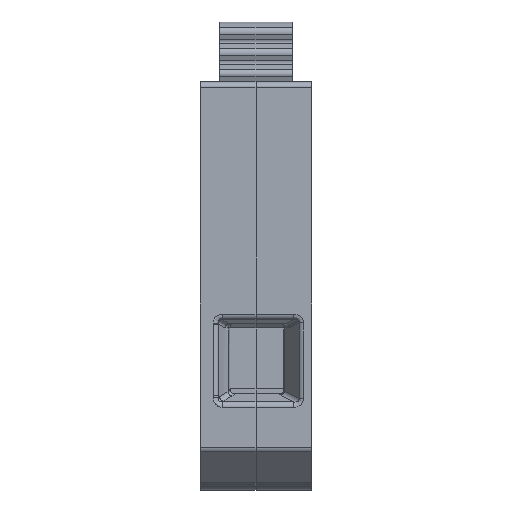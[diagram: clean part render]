
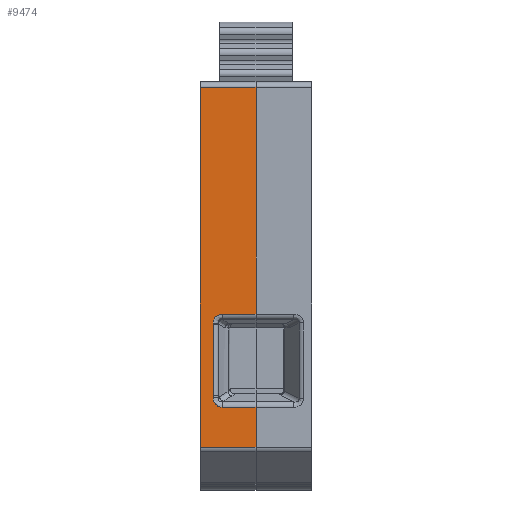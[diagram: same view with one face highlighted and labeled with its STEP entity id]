
A CAD part, front view. The second image highlights one B-rep face of the part: STEP entity #9474.
In plain terms, the highlighted planar face has unit normal (0, -1, 0).
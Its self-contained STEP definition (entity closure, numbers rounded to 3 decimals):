
#9356=AXIS2_PLACEMENT_3D('Plane Axis2P3D',#9353,#9354,#9355) ;
#6972=CARTESIAN_POINT('Vertex',(3.,0.,21.625)) ;
#6975=CARTESIAN_POINT('Line Origine',(3.,0.,15.536)) ;
#6979=CARTESIAN_POINT('Vertex',(3.,0.,9.446)) ;
#7035=CARTESIAN_POINT('Vertex',(3.,0.,4.45)) ;
#7038=CARTESIAN_POINT('Line Origine',(3.,0.,3.371)) ;
#7042=CARTESIAN_POINT('Vertex',(3.,0.,2.292)) ;
#7964=CARTESIAN_POINT('Vertex',(0.,0.,2.292)) ;
#7967=CARTESIAN_POINT('Line Origine',(0.,0.,11.959)) ;
#7971=CARTESIAN_POINT('Vertex',(0.,0.,21.625)) ;
#9341=CARTESIAN_POINT('Line Origine',(1.5,0.,2.292)) ;
#9353=CARTESIAN_POINT('Axis2P3D Location',(0.,0.,21.625)) ;
#9358=CARTESIAN_POINT('Line Origine',(1.5,0.,21.625)) ;
#9363=CARTESIAN_POINT('Line Origine',(2.106,0.,4.45)) ;
#9367=CARTESIAN_POINT('Vertex',(1.212,0.,4.45)) ;
#9371=CARTESIAN_POINT('Control Point',(1.212,0.,4.45)) ;
#9372=CARTESIAN_POINT('Control Point',(1.211,0.,4.45)) ;
#9373=CARTESIAN_POINT('Control Point',(1.21,0.,4.45)) ;
#9374=CARTESIAN_POINT('Control Point',(1.209,0.,4.45)) ;
#9375=CARTESIAN_POINT('Control Point',(1.178,0.,4.45)) ;
#9376=CARTESIAN_POINT('Control Point',(1.146,0.,4.453)) ;
#9377=CARTESIAN_POINT('Control Point',(1.114,0.,4.457)) ;
#9378=CARTESIAN_POINT('Control Point',(1.053,0.,4.47)) ;
#9379=CARTESIAN_POINT('Control Point',(0.991,0.,4.493)) ;
#9380=CARTESIAN_POINT('Control Point',(0.963,0.,4.506)) ;
#9381=CARTESIAN_POINT('Control Point',(0.915,0.,4.533)) ;
#9382=CARTESIAN_POINT('Control Point',(0.87,0.,4.568)) ;
#9383=CARTESIAN_POINT('Control Point',(0.852,0.,4.584)) ;
#9384=CARTESIAN_POINT('Control Point',(0.818,0.,4.617)) ;
#9385=CARTESIAN_POINT('Control Point',(0.789,0.,4.655)) ;
#9386=CARTESIAN_POINT('Control Point',(0.775,0.,4.674)) ;
#9387=CARTESIAN_POINT('Control Point',(0.755,0.,4.707)) ;
#9388=CARTESIAN_POINT('Control Point',(0.738,0.,4.742)) ;
#9389=CARTESIAN_POINT('Control Point',(0.733,0.,4.755)) ;
#9390=CARTESIAN_POINT('Control Point',(0.714,0.,4.804)) ;
#9391=CARTESIAN_POINT('Control Point',(0.702,0.,4.852)) ;
#9392=CARTESIAN_POINT('Control Point',(0.697,0.,4.887)) ;
#9393=CARTESIAN_POINT('Control Point',(0.694,0.,4.922)) ;
#9394=CARTESIAN_POINT('Control Point',(0.694,0.,4.955)) ;
#9395=CARTESIAN_POINT('Vertex',(0.694,0.,4.955)) ;
#9398=CARTESIAN_POINT('Line Origine',(0.694,0.,5.026)) ;
#9402=CARTESIAN_POINT('Vertex',(0.694,0.,5.098)) ;
#9405=CARTESIAN_POINT('Line Origine',(0.694,0.,7.006)) ;
#9409=CARTESIAN_POINT('Vertex',(0.694,0.,8.914)) ;
#9412=CARTESIAN_POINT('Line Origine',(0.694,0.,8.928)) ;
#9416=CARTESIAN_POINT('Vertex',(0.694,0.,8.941)) ;
#9420=CARTESIAN_POINT('Control Point',(0.694,0.,8.941)) ;
#9421=CARTESIAN_POINT('Control Point',(0.694,0.,8.964)) ;
#9422=CARTESIAN_POINT('Control Point',(0.695,0.,8.988)) ;
#9423=CARTESIAN_POINT('Control Point',(0.698,0.,9.012)) ;
#9424=CARTESIAN_POINT('Control Point',(0.708,0.,9.072)) ;
#9425=CARTESIAN_POINT('Control Point',(0.727,0.,9.133)) ;
#9426=CARTESIAN_POINT('Control Point',(0.743,0.,9.169)) ;
#9427=CARTESIAN_POINT('Control Point',(0.78,0.,9.235)) ;
#9428=CARTESIAN_POINT('Control Point',(0.83,0.,9.292)) ;
#9429=CARTESIAN_POINT('Control Point',(0.855,0.,9.317)) ;
#9430=CARTESIAN_POINT('Control Point',(0.9,0.,9.353)) ;
#9431=CARTESIAN_POINT('Control Point',(0.948,0.,9.382)) ;
#9432=CARTESIAN_POINT('Control Point',(0.968,0.,9.392)) ;
#9433=CARTESIAN_POINT('Control Point',(1.01,0.,9.411)) ;
#9434=CARTESIAN_POINT('Control Point',(1.052,0.,9.424)) ;
#9435=CARTESIAN_POINT('Control Point',(1.073,0.,9.43)) ;
#9436=CARTESIAN_POINT('Control Point',(1.111,0.,9.438)) ;
#9437=CARTESIAN_POINT('Control Point',(1.149,0.,9.443)) ;
#9438=CARTESIAN_POINT('Control Point',(1.165,0.,9.445)) ;
#9439=CARTESIAN_POINT('Control Point',(1.181,0.,9.446)) ;
#9440=CARTESIAN_POINT('Control Point',(1.197,0.,9.446)) ;
#9441=CARTESIAN_POINT('Vertex',(1.197,0.,9.446)) ;
#9445=CARTESIAN_POINT('Control Point',(1.197,0.,9.446)) ;
#9446=CARTESIAN_POINT('Control Point',(1.2,0.,9.446)) ;
#9447=CARTESIAN_POINT('Control Point',(1.203,0.,9.446)) ;
#9448=CARTESIAN_POINT('Control Point',(1.206,0.,9.446)) ;
#9449=CARTESIAN_POINT('Control Point',(1.209,0.,9.446)) ;
#9450=CARTESIAN_POINT('Control Point',(1.212,0.,9.446)) ;
#9451=CARTESIAN_POINT('Vertex',(1.212,0.,9.446)) ;
#9454=CARTESIAN_POINT('Line Origine',(2.106,0.,9.446)) ;
#6976=DIRECTION('Vector Direction',(0.,0.,-1.)) ;
#7039=DIRECTION('Vector Direction',(0.,0.,-1.)) ;
#7968=DIRECTION('Vector Direction',(0.,0.,-1.)) ;
#9342=DIRECTION('Vector Direction',(1.,0.,0.)) ;
#9354=DIRECTION('Axis2P3D Direction',(0.,-1.,0.)) ;
#9355=DIRECTION('Axis2P3D XDirection',(0.,0.,-1.)) ;
#9359=DIRECTION('Vector Direction',(1.,0.,0.)) ;
#9364=DIRECTION('Vector Direction',(1.,0.,0.)) ;
#9399=DIRECTION('Vector Direction',(0.,0.,-1.)) ;
#9406=DIRECTION('Vector Direction',(0.,0.,-1.)) ;
#9413=DIRECTION('Vector Direction',(0.,0.,-1.)) ;
#9455=DIRECTION('Vector Direction',(-1.,0.,0.)) ;
#6977=VECTOR('Line Direction',#6976,1.) ;
#7040=VECTOR('Line Direction',#7039,1.) ;
#7969=VECTOR('Line Direction',#7968,1.) ;
#9343=VECTOR('Line Direction',#9342,1.) ;
#9360=VECTOR('Line Direction',#9359,1.) ;
#9365=VECTOR('Line Direction',#9364,1.) ;
#9400=VECTOR('Line Direction',#9399,1.) ;
#9407=VECTOR('Line Direction',#9406,1.) ;
#9414=VECTOR('Line Direction',#9413,1.) ;
#9456=VECTOR('Line Direction',#9455,1.) ;
#9460=ORIENTED_EDGE('',*,*,#6981,.F.) ;
#9461=ORIENTED_EDGE('',*,*,#9362,.F.) ;
#9462=ORIENTED_EDGE('',*,*,#7973,.T.) ;
#9463=ORIENTED_EDGE('',*,*,#9345,.T.) ;
#9464=ORIENTED_EDGE('',*,*,#7044,.F.) ;
#9465=ORIENTED_EDGE('',*,*,#9369,.F.) ;
#9466=ORIENTED_EDGE('',*,*,#9397,.F.) ;
#9467=ORIENTED_EDGE('',*,*,#9404,.F.) ;
#9468=ORIENTED_EDGE('',*,*,#9411,.F.) ;
#9469=ORIENTED_EDGE('',*,*,#9418,.F.) ;
#9470=ORIENTED_EDGE('',*,*,#9443,.F.) ;
#9471=ORIENTED_EDGE('',*,*,#9453,.F.) ;
#9472=ORIENTED_EDGE('',*,*,#9458,.F.) ;
#9474=ADVANCED_FACE('CATPart6.1\\Hauptk\X2\00F6\X0\rper',(#9473),#9357,.T.) ;
#9370=B_SPLINE_CURVE_WITH_KNOTS('',5,(#9371,#9372,#9373,#9374,#9375,#9376,#9377,#9378,#9379,#9380,#9381,#9382,#9383,#9384,#9385,#9386,#9387,#9388,#9389,#9390,#9391,#9392,#9393,#9394),.UNSPECIFIED.,.F.,.U.,(6,3,3,3,3,3,3,6),(2.549,2.555,2.758,2.936,3.06,3.186,3.265,3.469),.UNSPECIFIED.) ;
#9419=B_SPLINE_CURVE_WITH_KNOTS('',5,(#9420,#9421,#9422,#9423,#9424,#9425,#9426,#9427,#9428,#9429,#9430,#9431,#9432,#9433,#9434,#9435,#9436,#9437,#9438,#9439,#9440),.UNSPECIFIED.,.F.,.U.,(6,3,3,3,3,3,6),(2.47,2.611,2.823,3.006,3.13,3.265,3.369),.UNSPECIFIED.) ;
#9444=B_SPLINE_CURVE_WITH_KNOTS('',5,(#9445,#9446,#9447,#9448,#9449,#9450),.UNSPECIFIED.,.F.,.U.,(6,6),(3.126,3.144),.UNSPECIFIED.) ;
#6981=EDGE_CURVE('',#6973,#6980,#6978,.T.) ;
#7044=EDGE_CURVE('',#7036,#7043,#7041,.T.) ;
#7973=EDGE_CURVE('',#7972,#7965,#7970,.T.) ;
#9345=EDGE_CURVE('',#7965,#7043,#9344,.T.) ;
#9362=EDGE_CURVE('',#7972,#6973,#9361,.T.) ;
#9369=EDGE_CURVE('',#9368,#7036,#9366,.T.) ;
#9397=EDGE_CURVE('',#9396,#9368,#9370,.F.) ;
#9404=EDGE_CURVE('',#9403,#9396,#9401,.T.) ;
#9411=EDGE_CURVE('',#9410,#9403,#9408,.T.) ;
#9418=EDGE_CURVE('',#9417,#9410,#9415,.T.) ;
#9443=EDGE_CURVE('',#9442,#9417,#9419,.F.) ;
#9453=EDGE_CURVE('',#9452,#9442,#9444,.F.) ;
#9458=EDGE_CURVE('',#6980,#9452,#9457,.T.) ;
#9459=EDGE_LOOP('',(#9460,#9461,#9462,#9463,#9464,#9465,#9466,#9467,#9468,#9469,#9470,#9471,#9472)) ;
#9473=FACE_OUTER_BOUND('',#9459,.T.) ;
#6978=LINE('Line',#6975,#6977) ;
#7041=LINE('Line',#7038,#7040) ;
#7970=LINE('Line',#7967,#7969) ;
#9344=LINE('Line',#9341,#9343) ;
#9361=LINE('Line',#9358,#9360) ;
#9366=LINE('Line',#9363,#9365) ;
#9401=LINE('Line',#9398,#9400) ;
#9408=LINE('Line',#9405,#9407) ;
#9415=LINE('Line',#9412,#9414) ;
#9457=LINE('Line',#9454,#9456) ;
#9357=PLANE('',#9356) ;
#6973=VERTEX_POINT('',#6972) ;
#6980=VERTEX_POINT('',#6979) ;
#7036=VERTEX_POINT('',#7035) ;
#7043=VERTEX_POINT('',#7042) ;
#7965=VERTEX_POINT('',#7964) ;
#7972=VERTEX_POINT('',#7971) ;
#9368=VERTEX_POINT('',#9367) ;
#9396=VERTEX_POINT('',#9395) ;
#9403=VERTEX_POINT('',#9402) ;
#9410=VERTEX_POINT('',#9409) ;
#9417=VERTEX_POINT('',#9416) ;
#9442=VERTEX_POINT('',#9441) ;
#9452=VERTEX_POINT('',#9451) ;
